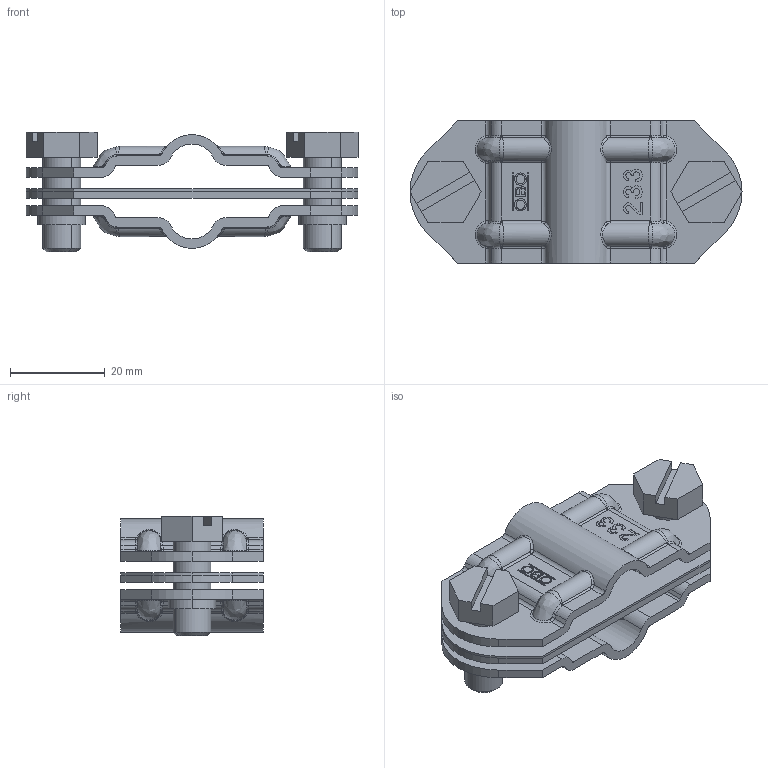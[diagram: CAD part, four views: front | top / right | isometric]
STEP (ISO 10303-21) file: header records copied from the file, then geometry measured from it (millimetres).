
FILE_DESCRIPTION(('CoCreate Modeling STEP Export'),'2;1');
FILE_NAME('5336376_KSTP1.stp','2018-07-26T11:33:44',(''),(''),'CoCreate Modeling STEP processor for AP214 (Solid Model)','CoCreate Modeling 16.00D 29-May-2009 (C) Parametric Technology GmbH','');
FILE_SCHEMA(('AUTOMOTIVE_DESIGN { 1 0 10303 214 1 1 1 1 }'));
Length unit declared in the file: millimetre
Products named in the file (5): Unterteil.1.1.1; Zwischenplatte; Sechskantschraube_ISO_4017_M8_x_20_-_.3.1.1; Oberteil.1.1.1; Trennstueck_233ZV
Assembly tree (5 placements, depth 2):
  Trennstueck_233ZV
    Oberteil.1.1.1
    Sechskantschraube_ISO_4017_M8_x_20_-_.3.1.1  x2
    Zwischenplatte
    Unterteil.1.1.1
Bounding box: 70.01 x 30 x 25.3 mm (x, y, z)
Volume: 15652.8 mm3; surface area: 15752.4 mm2
Topology: 5 solids, 5 shells, 684 faces, 1804 edges, 1130 vertices
Faces by surface type: plane 334, cylinder 168, bspline 146, sphere 16, cone 12, extrusion 8
Entity records: 49202 total; most frequent: CARTESIAN_POINT 33161, ORIENTED_EDGE 3484, DIRECTION 2115, EDGE_CURVE 1742, VERTEX_POINT 1100, VECTOR 943, LINE 939, EDGE_LOOP 692
